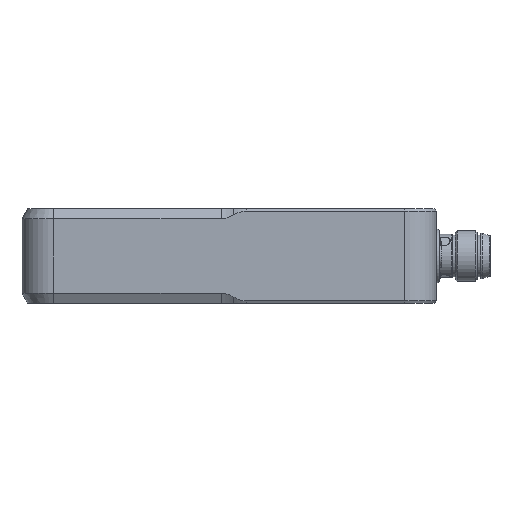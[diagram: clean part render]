
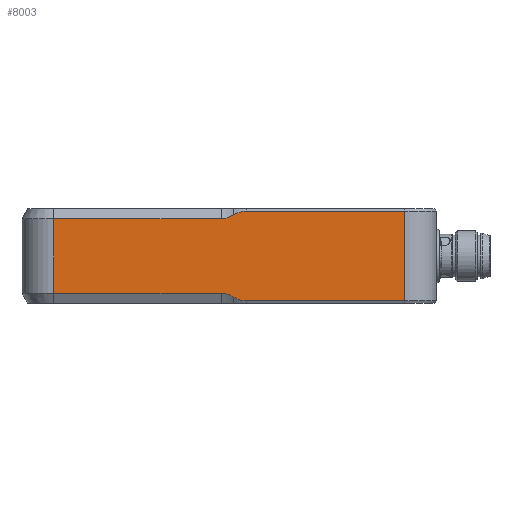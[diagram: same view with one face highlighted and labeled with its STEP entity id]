
A CAD part, left-side view. The second image highlights one B-rep face of the part: STEP entity #8003.
In plain terms, the highlighted planar face has unit normal (-1, 0, 0).
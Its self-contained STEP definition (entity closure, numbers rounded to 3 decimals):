
#56=ELLIPSE('',#8655,13.567,6.783);
#58=ELLIPSE('',#8658,13.567,6.783);
#60=ELLIPSE('',#8661,13.567,6.783);
#62=ELLIPSE('',#8664,13.567,6.783);
#444=PLANE('',#8808);
#882=FACE_OUTER_BOUND('',#1410,.T.);
#1410=EDGE_LOOP('',(#6922,#6923,#6924,#6925,#6926,#6927,#6928,#6929,#6930,
#6931));
#1985=LINE('',#13082,#2692);
#1990=LINE('',#13091,#2697);
#2043=LINE('',#13236,#2750);
#2104=LINE('',#13517,#2811);
#2112=LINE('',#13541,#2819);
#2113=LINE('',#13542,#2820);
#2692=VECTOR('',#10494,10.);
#2697=VECTOR('',#10501,10.);
#2750=VECTOR('',#10642,10.);
#2811=VECTOR('',#10881,10.);
#2819=VECTOR('',#10907,10.);
#2820=VECTOR('',#10908,10.);
#3770=VERTEX_POINT('',#13054);
#3771=VERTEX_POINT('',#13056);
#3774=VERTEX_POINT('',#13063);
#3775=VERTEX_POINT('',#13065);
#3777=VERTEX_POINT('',#13071);
#3779=VERTEX_POINT('',#13077);
#3780=VERTEX_POINT('',#13081);
#3783=VERTEX_POINT('',#13089);
#3884=VERTEX_POINT('',#13515);
#3891=VERTEX_POINT('',#13540);
#4734=EDGE_CURVE('',#3770,#3771,#56,.T.);
#4738=EDGE_CURVE('',#3774,#3775,#58,.T.);
#4741=EDGE_CURVE('',#3777,#3775,#60,.T.);
#4745=EDGE_CURVE('',#3770,#3779,#62,.T.);
#4746=EDGE_CURVE('',#3777,#3780,#1985,.T.);
#4751=EDGE_CURVE('',#3783,#3779,#1990,.T.);
#4822=EDGE_CURVE('',#3780,#3783,#2043,.T.);
#4940=EDGE_CURVE('',#3884,#3774,#2104,.T.);
#4952=EDGE_CURVE('',#3891,#3884,#2112,.T.);
#4953=EDGE_CURVE('',#3771,#3891,#2113,.T.);
#6922=ORIENTED_EDGE('',*,*,#4940,.F.);
#6923=ORIENTED_EDGE('',*,*,#4952,.F.);
#6924=ORIENTED_EDGE('',*,*,#4953,.F.);
#6925=ORIENTED_EDGE('',*,*,#4734,.F.);
#6926=ORIENTED_EDGE('',*,*,#4745,.T.);
#6927=ORIENTED_EDGE('',*,*,#4751,.F.);
#6928=ORIENTED_EDGE('',*,*,#4822,.F.);
#6929=ORIENTED_EDGE('',*,*,#4746,.F.);
#6930=ORIENTED_EDGE('',*,*,#4741,.T.);
#6931=ORIENTED_EDGE('',*,*,#4738,.F.);
#8003=ADVANCED_FACE('',(#882),#444,.T.);
#8655=AXIS2_PLACEMENT_3D('',#13057,#10467,#10468);
#8658=AXIS2_PLACEMENT_3D('',#13066,#10475,#10476);
#8661=AXIS2_PLACEMENT_3D('',#13072,#10482,#10483);
#8664=AXIS2_PLACEMENT_3D('',#13079,#10490,#10491);
#8808=AXIS2_PLACEMENT_3D('',#13539,#10905,#10906);
#10467=DIRECTION('center_axis',(1.,0.,0.));
#10468=DIRECTION('ref_axis',(0.,0.,1.));
#10475=DIRECTION('center_axis',(1.,0.,0.));
#10476=DIRECTION('ref_axis',(0.,0.,-1.));
#10482=DIRECTION('center_axis',(1.,0.,0.));
#10483=DIRECTION('ref_axis',(0.,0.,1.));
#10490=DIRECTION('center_axis',(1.,0.,0.));
#10491=DIRECTION('ref_axis',(0.,0.,-1.));
#10494=DIRECTION('',(0.,1.,0.));
#10501=DIRECTION('',(0.,-1.,0.));
#10642=DIRECTION('',(0.,0.,1.));
#10881=DIRECTION('',(0.,1.,0.));
#10905=DIRECTION('center_axis',(-1.,0.,0.));
#10906=DIRECTION('ref_axis',(0.,-1.,0.));
#10907=DIRECTION('',(0.,0.,-1.));
#10908=DIRECTION('',(0.,-1.,0.));
#13054=CARTESIAN_POINT('',(0.,32.005,14.));
#13056=CARTESIAN_POINT('',(0.,30.01,14.6));
#13057=CARTESIAN_POINT('Origin',(0.,30.01,1.033));
#13063=CARTESIAN_POINT('',(0.,30.01,0.4));
#13065=CARTESIAN_POINT('',(0.,32.005,1.));
#13066=CARTESIAN_POINT('Origin',(0.,30.01,13.967));
#13071=CARTESIAN_POINT('',(0.,34.,1.6));
#13072=CARTESIAN_POINT('Origin',(0.,34.,-11.967));
#13077=CARTESIAN_POINT('',(0.,34.,13.4));
#13079=CARTESIAN_POINT('Origin',(0.,34.,26.967));
#13081=CARTESIAN_POINT('',(0.,60.5,1.6));
#13082=CARTESIAN_POINT('',(0.,55.125,1.6));
#13089=CARTESIAN_POINT('',(0.,60.5,13.4));
#13091=CARTESIAN_POINT('',(0.,55.125,13.4));
#13236=CARTESIAN_POINT('',(0.,60.5,15.));
#13515=CARTESIAN_POINT('',(0.,5.,0.4));
#13517=CARTESIAN_POINT('',(0.,21.75,0.4));
#13539=CARTESIAN_POINT('Origin',(0.,29.,0.));
#13540=CARTESIAN_POINT('',(0.,5.,14.6));
#13541=CARTESIAN_POINT('',(0.,5.,0.));
#13542=CARTESIAN_POINT('',(0.,21.75,14.6));
